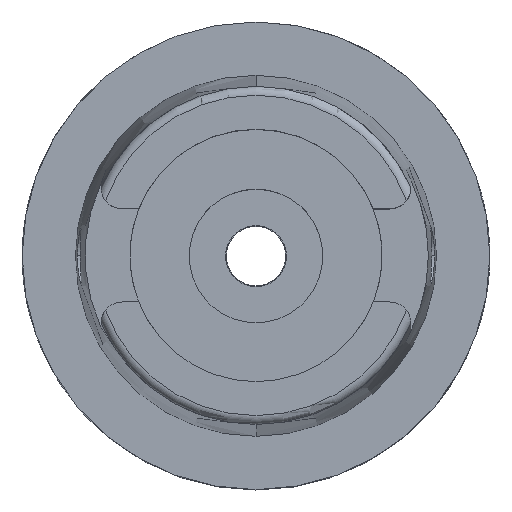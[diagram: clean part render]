
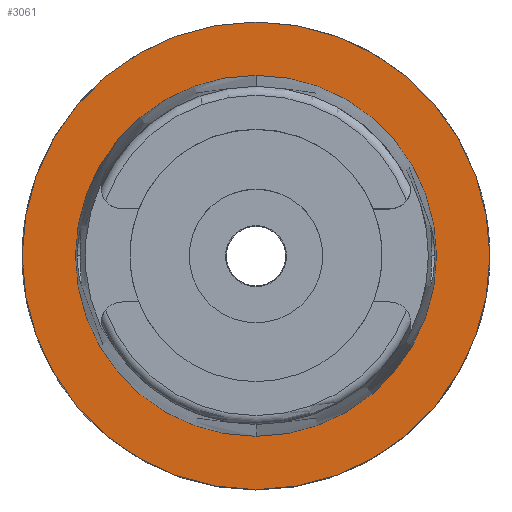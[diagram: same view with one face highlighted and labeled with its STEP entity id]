
A CAD part, top view. The second image highlights one B-rep face of the part: STEP entity #3061.
In plain terms, the highlighted planar face has unit normal (0, 0, 1).
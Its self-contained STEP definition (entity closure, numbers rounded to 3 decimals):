
#618=CARTESIAN_POINT('',(0.,0.,0.));
#619=DIRECTION('',(0.,0.,-1.));
#620=DIRECTION('',(0.,-1.,0.));
#621=AXIS2_PLACEMENT_3D('',#618,#619,#620);
#626=CARTESIAN_POINT('',(0.,0.,0.));
#627=DIRECTION('',(0.,0.,-1.));
#628=DIRECTION('',(0.,1.,0.));
#629=AXIS2_PLACEMENT_3D('',#626,#627,#628);
#634=CARTESIAN_POINT('',(0.,0.,0.));
#635=DIRECTION('',(0.,0.,1.));
#636=DIRECTION('',(0.,-1.,0.));
#637=AXIS2_PLACEMENT_3D('',#634,#635,#636);
#642=CARTESIAN_POINT('',(0.,0.,0.));
#643=DIRECTION('',(0.,0.,1.));
#644=DIRECTION('',(0.,1.,0.));
#645=AXIS2_PLACEMENT_3D('',#642,#643,#644);
#2397=CARTESIAN_POINT('',(0.,-24.315,0.));
#2398=VERTEX_POINT('',#2397);
#2399=CARTESIAN_POINT('',(0.,24.315,0.));
#2400=VERTEX_POINT('',#2399);
#2675=CARTESIAN_POINT('',(0.,31.5,0.));
#2676=VERTEX_POINT('',#2675);
#2677=CARTESIAN_POINT('',(0.,-31.5,0.));
#2678=VERTEX_POINT('',#2677);
#3046=CARTESIAN_POINT('',(0.,0.,0.));
#3047=DIRECTION('',(0.,0.,1.));
#3048=DIRECTION('',(0.,1.,0.));
#3049=AXIS2_PLACEMENT_3D('',#3046,#3047,#3048);
#3050=PLANE('',#3049);
#3052=ORIENTED_EDGE('',*,*,#3051,.T.);
#3054=ORIENTED_EDGE('',*,*,#3053,.T.);
#3055=EDGE_LOOP('',(#3052,#3054));
#3056=FACE_OUTER_BOUND('',#3055,.F.);
#3057=ORIENTED_EDGE('',*,*,#3004,.T.);
#3058=ORIENTED_EDGE('',*,*,#2797,.T.);
#3059=EDGE_LOOP('',(#3057,#3058));
#3060=FACE_BOUND('',#3059,.F.);
#622=CIRCLE('',#621,31.5);
#630=CIRCLE('',#629,31.5);
#638=CIRCLE('',#637,24.315);
#646=CIRCLE('',#645,24.315);
#2797=EDGE_CURVE('',#2400,#2398,#646,.T.);
#3004=EDGE_CURVE('',#2398,#2400,#638,.T.);
#3051=EDGE_CURVE('',#2678,#2676,#622,.T.);
#3053=EDGE_CURVE('',#2676,#2678,#630,.T.);
#3061=ADVANCED_FACE('',(#3056,#3060),#3050,.T.);
